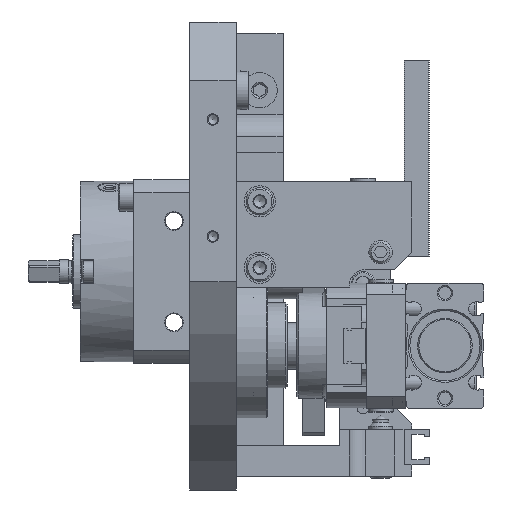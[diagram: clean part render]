
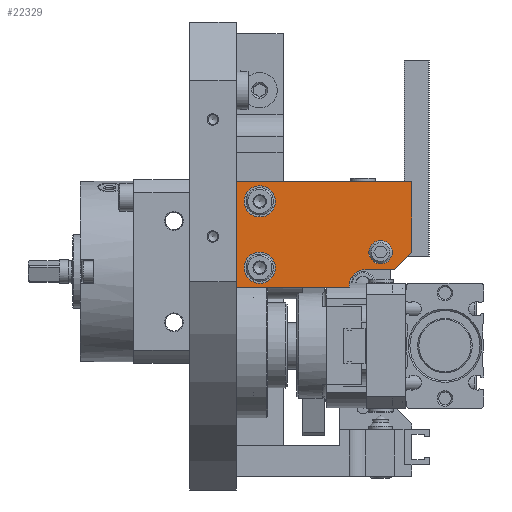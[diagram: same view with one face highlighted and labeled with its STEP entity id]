
A CAD part, front view. The second image highlights one B-rep face of the part: STEP entity #22329.
In plain terms, the highlighted face is planar.
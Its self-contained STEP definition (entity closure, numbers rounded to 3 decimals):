
#1418=PLANE('',#25542);
#2410=LINE('',#37694,#3680);
#2420=LINE('',#37722,#3690);
#2430=LINE('',#37743,#3700);
#2436=LINE('',#37767,#3706);
#2437=LINE('',#37768,#3707);
#2438=LINE('',#37769,#3708);
#2439=LINE('',#37770,#3709);
#3680=VECTOR('',#30615,1000.);
#3690=VECTOR('',#30635,1000.);
#3700=VECTOR('',#30647,1000.);
#3706=VECTOR('',#30669,1000.);
#3707=VECTOR('',#30670,1000.);
#3708=VECTOR('',#30671,1000.);
#3709=VECTOR('',#30672,1000.);
#7185=ORIENTED_EDGE('',*,*,#11413,.F.);
#7186=ORIENTED_EDGE('',*,*,#11414,.F.);
#7187=ORIENTED_EDGE('',*,*,#11415,.F.);
#7188=ORIENTED_EDGE('',*,*,#11416,.T.);
#7189=ORIENTED_EDGE('',*,*,#11417,.T.);
#7190=ORIENTED_EDGE('',*,*,#11405,.T.);
#7191=ORIENTED_EDGE('',*,*,#11418,.T.);
#7192=ORIENTED_EDGE('',*,*,#11382,.T.);
#7193=ORIENTED_EDGE('',*,*,#11419,.T.);
#7194=ORIENTED_EDGE('',*,*,#11395,.T.);
#7195=ORIENTED_EDGE('',*,*,#11420,.T.);
#11382=EDGE_CURVE('',#13842,#13841,#2410,.T.);
#11395=EDGE_CURVE('',#13855,#13853,#2420,.T.);
#11405=EDGE_CURVE('',#13860,#13864,#2430,.T.);
#11413=EDGE_CURVE('',#13870,#13870,#15597,.T.);
#11414=EDGE_CURVE('',#13871,#13871,#15598,.T.);
#11415=EDGE_CURVE('',#13872,#13872,#15599,.T.);
#11416=EDGE_CURVE('',#13873,#13874,#15600,.F.);
#11417=EDGE_CURVE('',#13874,#13860,#2436,.T.);
#11418=EDGE_CURVE('',#13864,#13842,#2437,.T.);
#11419=EDGE_CURVE('',#13841,#13855,#2438,.T.);
#11420=EDGE_CURVE('',#13853,#13873,#2439,.T.);
#13841=VERTEX_POINT('',#37693);
#13842=VERTEX_POINT('',#37695);
#13853=VERTEX_POINT('',#37720);
#13855=VERTEX_POINT('',#37723);
#13860=VERTEX_POINT('',#37734);
#13864=VERTEX_POINT('',#37742);
#13870=VERTEX_POINT('',#37759);
#13871=VERTEX_POINT('',#37761);
#13872=VERTEX_POINT('',#37763);
#13873=VERTEX_POINT('',#37765);
#13874=VERTEX_POINT('',#37766);
#15597=CIRCLE('',#25543,3.);
#15598=CIRCLE('',#25544,4.);
#15599=CIRCLE('',#25545,4.);
#15600=CIRCLE('',#25546,4.);
#17436=EDGE_LOOP('',(#7185));
#17437=EDGE_LOOP('',(#7186));
#17438=EDGE_LOOP('',(#7187));
#17439=EDGE_LOOP('',(#7188,#7189,#7190,#7191,#7192,#7193,#7194,#7195));
#19895=FACE_BOUND('',#17436,.T.);
#19896=FACE_BOUND('',#17437,.T.);
#19897=FACE_BOUND('',#17438,.T.);
#19898=FACE_BOUND('',#17439,.T.);
#22329=ADVANCED_FACE('',(#19895,#19896,#19897,#19898),#1418,.T.);
#25542=AXIS2_PLACEMENT_3D('',#37757,#30659,#30660);
#25543=AXIS2_PLACEMENT_3D('',#37758,#30661,#30662);
#25544=AXIS2_PLACEMENT_3D('',#37760,#30663,#30664);
#25545=AXIS2_PLACEMENT_3D('',#37762,#30665,#30666);
#25546=AXIS2_PLACEMENT_3D('',#37764,#30667,#30668);
#30615=DIRECTION('',(0.,-1.,0.));
#30635=DIRECTION('',(0.,1.,0.));
#30647=DIRECTION('',(0.,0.707,0.707));
#30659=DIRECTION('',(1.,0.,0.));
#30660=DIRECTION('',(0.,0.,-1.));
#30661=DIRECTION('',(1.,0.,0.));
#30662=DIRECTION('',(0.,0.,-1.));
#30663=DIRECTION('',(1.,0.,0.));
#30664=DIRECTION('',(0.,0.,-1.));
#30665=DIRECTION('',(1.,0.,0.));
#30666=DIRECTION('',(0.,0.,-1.));
#30667=DIRECTION('',(1.,0.,0.));
#30668=DIRECTION('',(0.,0.,-1.));
#30669=DIRECTION('',(0.,1.,0.));
#30670=DIRECTION('',(0.,0.,1.));
#30671=DIRECTION('',(0.,0.,-1.));
#30672=DIRECTION('',(0.,0.,1.));
#37693=CARTESIAN_POINT('',(8.,0.,13.5));
#37694=CARTESIAN_POINT('',(8.,45.,13.5));
#37695=CARTESIAN_POINT('',(8.,45.,13.5));
#37720=CARTESIAN_POINT('',(8.,29.,-13.5));
#37722=CARTESIAN_POINT('',(8.,0.,-13.5));
#37723=CARTESIAN_POINT('',(8.,0.,-13.5));
#37734=CARTESIAN_POINT('',(8.,40.5,-9.));
#37742=CARTESIAN_POINT('',(8.,45.,-4.5));
#37743=CARTESIAN_POINT('',(8.,36.,-13.5));
#37757=CARTESIAN_POINT('',(8.,0.,0.));
#37758=CARTESIAN_POINT('',(8.,37.,-4.5));
#37759=CARTESIAN_POINT('',(8.,37.,-7.5));
#37760=CARTESIAN_POINT('',(8.,6.,8.5));
#37761=CARTESIAN_POINT('',(8.,6.,4.5));
#37762=CARTESIAN_POINT('',(8.,6.,-8.5));
#37763=CARTESIAN_POINT('',(8.,6.,-12.5));
#37764=CARTESIAN_POINT('',(8.,33.,-13.));
#37765=CARTESIAN_POINT('',(8.,29.,-13.));
#37766=CARTESIAN_POINT('',(8.,33.,-9.));
#37767=CARTESIAN_POINT('',(8.,0.,-9.));
#37768=CARTESIAN_POINT('',(8.,45.,-4.5));
#37769=CARTESIAN_POINT('',(8.,0.,13.5));
#37770=CARTESIAN_POINT('',(8.,29.,0.));
